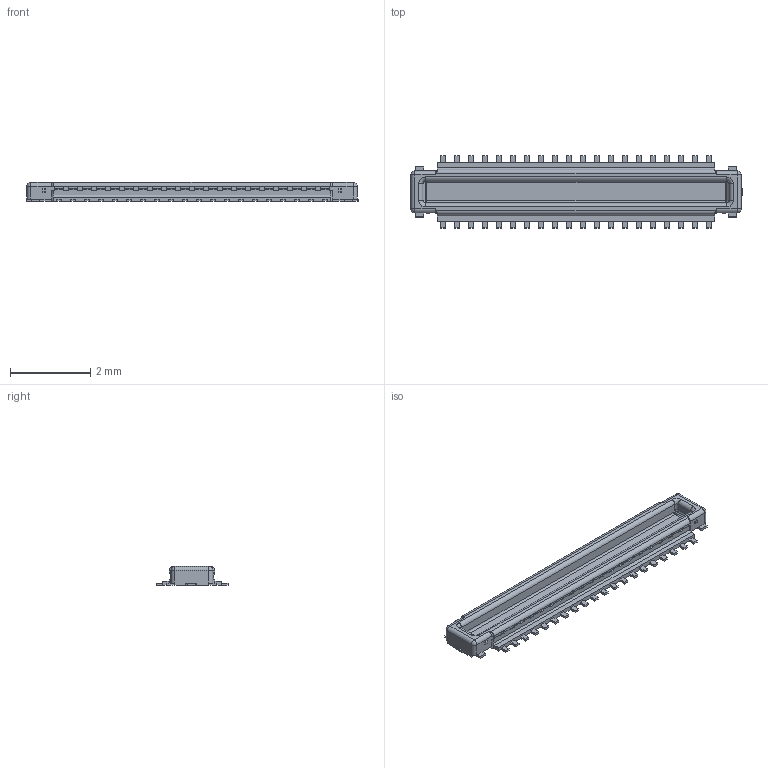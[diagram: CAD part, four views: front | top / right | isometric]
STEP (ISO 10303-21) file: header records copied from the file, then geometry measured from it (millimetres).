
FILE_DESCRIPTION((''),'2;1');
FILE_NAME('B09P_40_230701','2024-04-26T11:49:10',('eng801'),(''),'CREO PARAMETRIC BY PTC INC, 2019010','CREO PARAMETRIC BY PTC INC, 2019010','');
FILE_SCHEMA(('CONFIG_CONTROL_DESIGN'));
Length unit declared in the file: millimetre
Products named in the file (1): B09P_40_230701
Bounding box: 8.3 x 1.8 x 0.47 mm (x, y, z)
Volume: 3 mm3; surface area: 39.4 mm2
Topology: 1 solids, 1 shells, 617 faces, 1951 edges, 1338 vertices
Faces by surface type: plane 483, cylinder 98, bspline 24, torus 8, sphere 4
Entity records: 22432 total; most frequent: CARTESIAN_POINT 4634, DIRECTION 3773, ORIENTED_EDGE 3508, EDGE_CURVE 1754, VECTOR 1699, LINE 1699, VERTEX_POINT 1144, AXIS2_PLACEMENT_3D 1037
